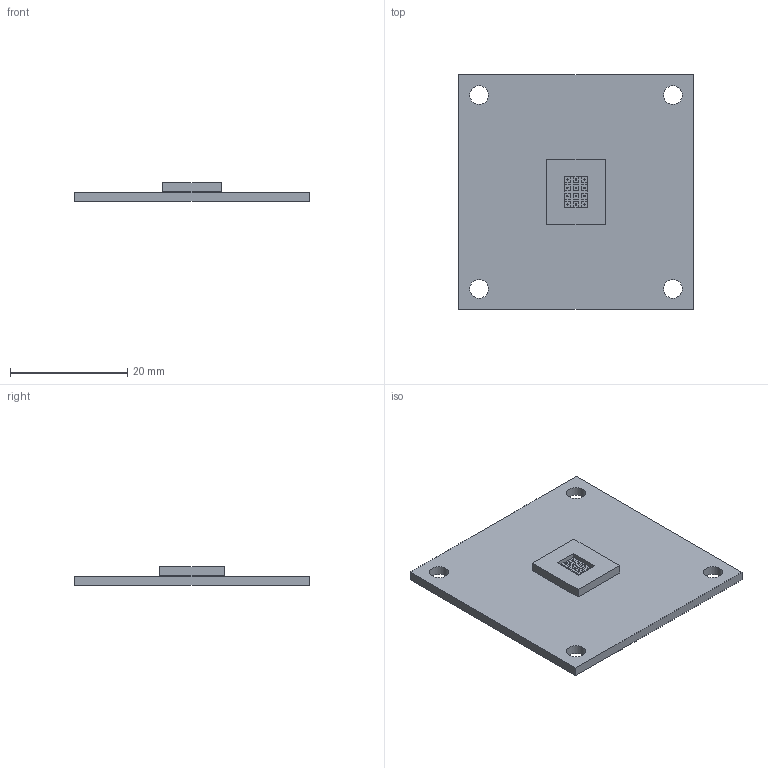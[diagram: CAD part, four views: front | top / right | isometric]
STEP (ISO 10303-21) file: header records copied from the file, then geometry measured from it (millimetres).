
FILE_DESCRIPTION(('KiCad electronic assembly'),'2;1');
FILE_NAME('sbm-120-uv-copper-base-board.step','2023-06-07T20:40:31',( 'Pcbnew'),('Kicad'),'Open CASCADE STEP processor 7.5', 'KiCad to STEP converter','Unknown');
FILE_SCHEMA(('AUTOMOTIVE_DESIGN { 1 0 10303 214 1 1 1 1 }'));
Length unit declared in the file: millimetre
Products named in the file (4): sbm-120-uv-copper-base-board 1; sbm-120-uv; SOLID; sbm-120-uv-copper-base-board PCB
Assembly tree (3 placements, depth 3):
  sbm-120-uv-copper-base-board 1
    sbm-120-uv
      SOLID
    sbm-120-uv-copper-base-board PCB
Bounding box: 40 x 40 x 3.23 mm (x, y, z)
Volume: 2664.1 mm3; surface area: 3760.4 mm2
Topology: 2 solids, 2 shells, 91 faces, 216 edges, 144 vertices
Faces by surface type: plane 75, cylinder 16
Full cylindrical faces by diameter (mm): 0.2 x12, 3.2 x4
Entity records: 5578 total; most frequent: CARTESIAN_POINT 1007, DIRECTION 850, LINE 584, VECTOR 584, ORIENTED_EDGE 432, PCURVE 432, DEFINITIONAL_REPRESENTATION 432, EDGE_CURVE 216
